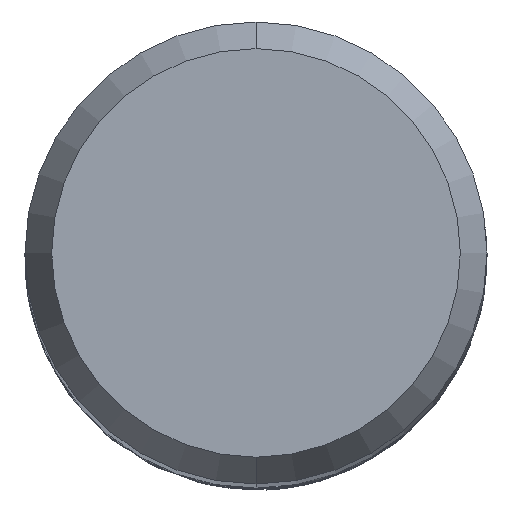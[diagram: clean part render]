
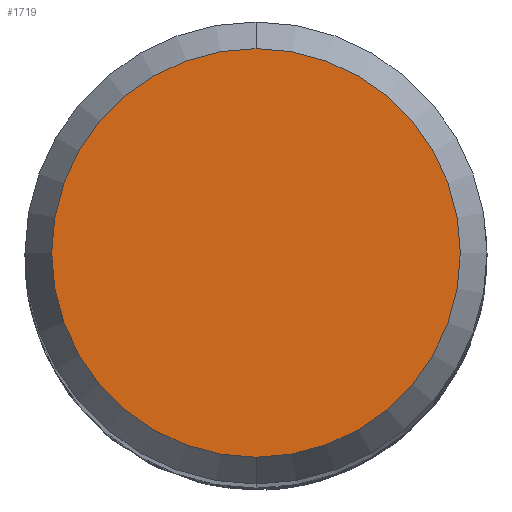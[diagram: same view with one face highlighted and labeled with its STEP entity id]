
A CAD part, top view. The second image highlights one B-rep face of the part: STEP entity #1719.
In plain terms, the highlighted planar face has unit normal (0, 0, 1).
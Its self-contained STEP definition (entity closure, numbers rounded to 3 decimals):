
#1237=EDGE_CURVE('',#1413,#1581,#2508,.T.);
#1293=EDGE_CURVE('',#1581,#1413,#2569,.T.);
#1413=VERTEX_POINT('',#2697);
#1581=VERTEX_POINT('',#2880);
#1719=ADVANCED_FACE('',(#3027),#3028,.T.);
#2508=CIRCLE('',#11329,3.538);
#2569=CIRCLE('',#11790,3.538);
#2697=CARTESIAN_POINT('',(0.0,3.538,0.0));
#2880=CARTESIAN_POINT('',(0.,-3.538,0.0));
#3027=FACE_OUTER_BOUND('',#15777,.T.);
#3028=PLANE('',#15778);
#11329=AXIS2_PLACEMENT_3D('',#17521,#17522,#17523);
#11790=AXIS2_PLACEMENT_3D('',#17590,#17591,#17592);
#15777=EDGE_LOOP('',(#17978,#17979));
#15778=AXIS2_PLACEMENT_3D('',#17980,#17981,#17982);
#17521=CARTESIAN_POINT('',(0.0,0.0,0.0));
#17522=DIRECTION('',(0.0,0.0,-1.0));
#17523=DIRECTION('',(0.0,1.0,0.0));
#17590=CARTESIAN_POINT('',(0.0,0.0,0.0));
#17591=DIRECTION('',(0.0,0.0,-1.0));
#17592=DIRECTION('',(0.0,1.0,0.0));
#17978=ORIENTED_EDGE('',*,*,#1237,.F.);
#17979=ORIENTED_EDGE('',*,*,#1293,.F.);
#17980=CARTESIAN_POINT('',(0.0,1.769,0.0));
#17981=DIRECTION('',(-0.0,0.0,1.0));
#17982=DIRECTION('',(0.0,-1.0,0.0));
